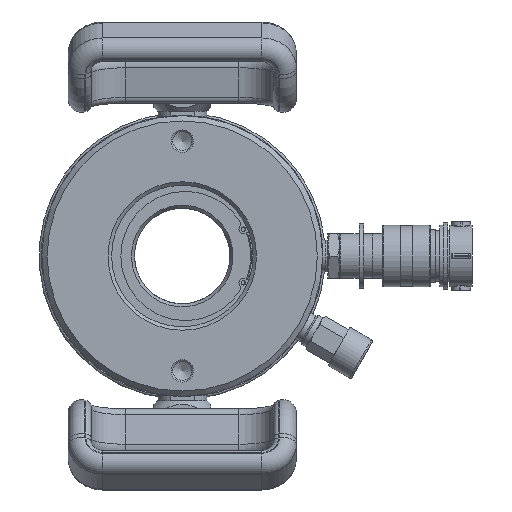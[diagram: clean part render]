
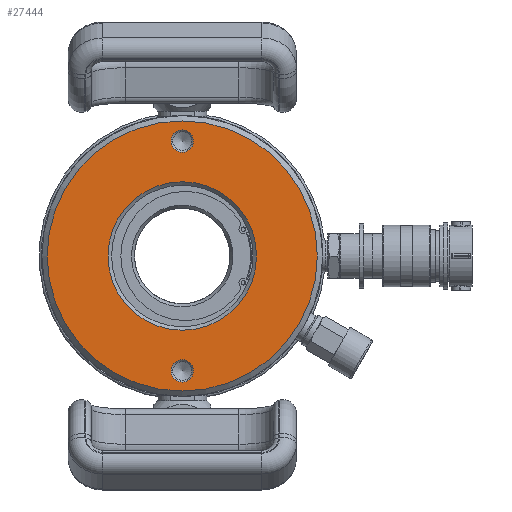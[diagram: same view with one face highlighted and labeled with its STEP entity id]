
A CAD part, front view. The second image highlights one B-rep face of the part: STEP entity #27444.
In plain terms, the highlighted planar face has unit normal (0, -1, 0).
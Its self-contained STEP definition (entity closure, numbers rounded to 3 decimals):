
#153 = CARTESIAN_POINT ( 'NONE',  ( 0., 0., 0. ) ) ;
#1268 = DIRECTION ( 'NONE',  ( 0., 1., 0. ) ) ;
#1314 = VERTEX_POINT ( 'NONE', #24744 ) ;
#1345 = EDGE_CURVE ( 'NONE', #53328, #53328, #45826, .T. ) ;
#3679 = DIRECTION ( 'NONE',  ( 0., -1., 0. ) ) ;
#4518 = DIRECTION ( 'NONE',  ( 0., -1., 0. ) ) ;
#4912 = DIRECTION ( 'NONE',  ( 0., 1., 0. ) ) ;
#6474 = DIRECTION ( 'NONE',  ( 0., 0., -1. ) ) ;
#7686 = CARTESIAN_POINT ( 'NONE',  ( 0., 0., -71.358 ) ) ;
#11289 = ORIENTED_EDGE ( 'NONE', *, *, #1345, .T. ) ;
#12924 = ORIENTED_EDGE ( 'NONE', *, *, #26201, .T. ) ;
#17621 = VERTEX_POINT ( 'NONE', #7686 ) ;
#18229 = AXIS2_PLACEMENT_3D ( 'NONE', #32659, #4912, #57371 ) ;
#21975 = EDGE_CURVE ( 'NONE', #17621, #17621, #42274, .T. ) ;
#22131 = CARTESIAN_POINT ( 'NONE',  ( -40., 0., 0. ) ) ;
#22521 = FACE_BOUND ( 'NONE', #42873, .T. ) ;
#24744 = CARTESIAN_POINT ( 'NONE',  ( 0., 0., -76.4 ) ) ;
#25115 = CARTESIAN_POINT ( 'NONE',  ( 0., 0., -65. ) ) ;
#26201 = EDGE_CURVE ( 'NONE', #59979, #59979, #37427, .T. ) ;
#27444 = ADVANCED_FACE ( 'NONE', ( #28390, #22521, #34330, #35837 ), #36418, .T. ) ;
#28390 = FACE_OUTER_BOUND ( 'NONE', #41654, .T. ) ;
#31142 = AXIS2_PLACEMENT_3D ( 'NONE', #153, #4518, #47219 ) ;
#32659 = CARTESIAN_POINT ( 'NONE',  ( 0., 0., 0. ) ) ;
#34211 = CARTESIAN_POINT ( 'NONE',  ( 0., 0., 65. ) ) ;
#34330 = FACE_BOUND ( 'NONE', #45538, .T. ) ;
#34846 = AXIS2_PLACEMENT_3D ( 'NONE', #34211, #38984, #6474 ) ;
#35710 = CARTESIAN_POINT ( 'NONE',  ( 0., 0., 58.642 ) ) ;
#35837 = FACE_BOUND ( 'NONE', #55453, .T. ) ;
#36418 = PLANE ( 'NONE',  #55612 ) ;
#37427 = CIRCLE ( 'NONE', #34846, 6.358 ) ;
#38984 = DIRECTION ( 'NONE',  ( 0., 1., 0. ) ) ;
#40721 = ORIENTED_EDGE ( 'NONE', *, *, #21975, .T. ) ;
#40972 = CIRCLE ( 'NONE', #31142, 76.4 ) ;
#41654 = EDGE_LOOP ( 'NONE', ( #42845 ) ) ;
#42274 = CIRCLE ( 'NONE', #46190, 6.358 ) ;
#42845 = ORIENTED_EDGE ( 'NONE', *, *, #43730, .T. ) ;
#42873 = EDGE_LOOP ( 'NONE', ( #40721 ) ) ;
#43730 = EDGE_CURVE ( 'NONE', #1314, #1314, #40972, .T. ) ;
#45538 = EDGE_LOOP ( 'NONE', ( #12924 ) ) ;
#45826 = CIRCLE ( 'NONE', #18229, 42. ) ;
#46190 = AXIS2_PLACEMENT_3D ( 'NONE', #25115, #1268, #52709 ) ;
#47219 = DIRECTION ( 'NONE',  ( 0., 0., -1. ) ) ;
#48521 = CARTESIAN_POINT ( 'NONE',  ( 0., 0., -42. ) ) ;
#50948 = DIRECTION ( 'NONE',  ( 0., 0., -1. ) ) ;
#52709 = DIRECTION ( 'NONE',  ( 0., 0., -1. ) ) ;
#53328 = VERTEX_POINT ( 'NONE', #48521 ) ;
#55453 = EDGE_LOOP ( 'NONE', ( #11289 ) ) ;
#55612 = AXIS2_PLACEMENT_3D ( 'NONE', #22131, #3679, #50948 ) ;
#57371 = DIRECTION ( 'NONE',  ( 0., 0., -1. ) ) ;
#59979 = VERTEX_POINT ( 'NONE', #35710 ) ;
